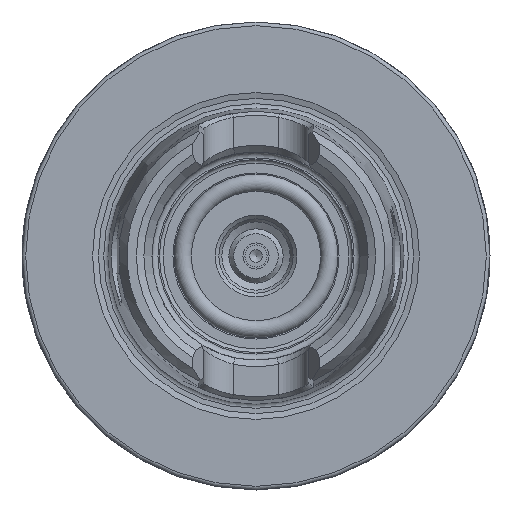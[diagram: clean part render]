
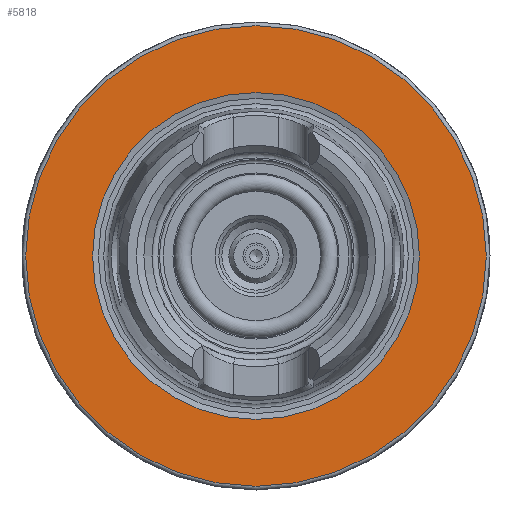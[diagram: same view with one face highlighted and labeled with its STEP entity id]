
A CAD part, left-side view. The second image highlights one B-rep face of the part: STEP entity #5818.
In plain terms, the highlighted planar face has unit normal (-1, 0, 0).
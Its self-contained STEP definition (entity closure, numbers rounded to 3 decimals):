
#5784=CARTESIAN_POINT('',(0.0,22.,0.0));
#5785=VERTEX_POINT('',#5784);
#5786=CARTESIAN_POINT('',(0.0,0.,0.0));
#5787=DIRECTION('',(1.0,0.0,0.0));
#5788=DIRECTION('',(0.0,1.0,0.0));
#5789=AXIS2_PLACEMENT_3D('',#5786,#5787,#5788);
#5790=CIRCLE('',#5789,22.);
#5791=EDGE_CURVE('',#5785,#5785,#5790,.T.);
#5799=CARTESIAN_POINT('',(0.0,26.5,0.0));
#5800=DIRECTION('',(-1.0,0.0,0.0));
#5801=DIRECTION('',(0.0,0.0,1.0));
#5802=AXIS2_PLACEMENT_3D('',#5799,#5800,#5801);
#5803=PLANE('',#5802);
#5804=CARTESIAN_POINT('',(0.0,31.,0.0));
#5805=VERTEX_POINT('',#5804);
#5806=CARTESIAN_POINT('',(0.0,0.,0.0));
#5807=DIRECTION('',(1.0,0.0,0.0));
#5808=DIRECTION('',(0.0,1.0,0.0));
#5809=AXIS2_PLACEMENT_3D('',#5806,#5807,#5808);
#5810=CIRCLE('',#5809,31.);
#5811=EDGE_CURVE('',#5805,#5805,#5810,.T.);
#5812=ORIENTED_EDGE('',*,*,#5811,.F.);
#5813=EDGE_LOOP('',(#5812));
#5814=FACE_OUTER_BOUND('',#5813,.T.);
#5815=ORIENTED_EDGE('',*,*,#5791,.T.);
#5816=EDGE_LOOP('',(#5815));
#5817=FACE_BOUND('',#5816,.T.);
#5818=ADVANCED_FACE('',(#5814,#5817),#5803,.T.);
